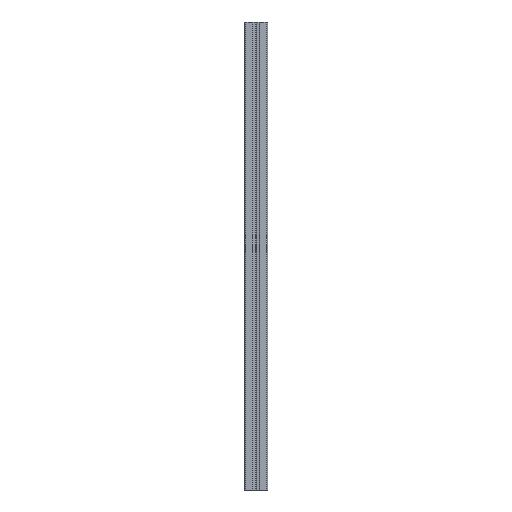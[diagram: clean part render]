
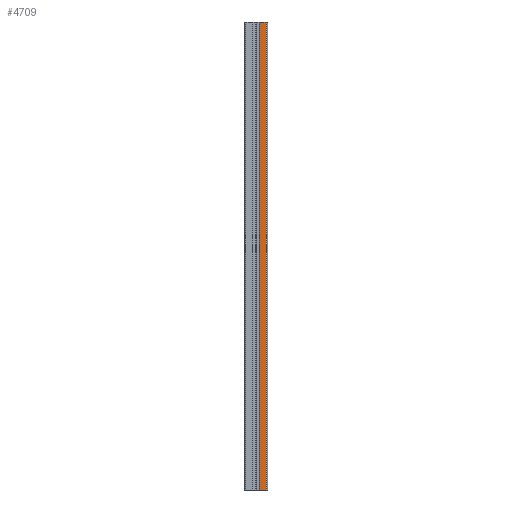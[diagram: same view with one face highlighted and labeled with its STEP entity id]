
A CAD part, front view. The second image highlights one B-rep face of the part: STEP entity #4709.
In plain terms, the highlighted planar face has unit normal (0, -1, 0).
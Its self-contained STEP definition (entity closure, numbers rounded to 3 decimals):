
#435 = EDGE_CURVE ( 'NONE', #5139, #1222, #4161, .T. ) ;
#757 = DIRECTION ( 'NONE',  ( 1., 0., 0. ) ) ;
#790 = ORIENTED_EDGE ( 'NONE', *, *, #435, .F. ) ;
#821 = EDGE_CURVE ( 'NONE', #4656, #5139, #4851, .T. ) ;
#833 = VECTOR ( 'NONE', #4420, 1000. ) ;
#1039 = EDGE_CURVE ( 'NONE', #4656, #5295, #4695, .T. ) ;
#1133 = CARTESIAN_POINT ( 'NONE',  ( 13., -15., 25. ) ) ;
#1222 = VERTEX_POINT ( 'NONE', #1133 ) ;
#1397 = CARTESIAN_POINT ( 'NONE',  ( 4.75, -15., -575. ) ) ;
#1520 = EDGE_CURVE ( 'NONE', #5295, #1222, #2746, .T. ) ;
#1641 = VECTOR ( 'NONE', #3832, 1000. ) ;
#1647 = ORIENTED_EDGE ( 'NONE', *, *, #1039, .T. ) ;
#1662 = CARTESIAN_POINT ( 'NONE',  ( 4.75, -15., -575. ) ) ;
#1771 = VECTOR ( 'NONE', #4652, 1000. ) ;
#2343 = CARTESIAN_POINT ( 'NONE',  ( 13., -15., -575. ) ) ;
#2708 = CARTESIAN_POINT ( 'NONE',  ( 13., -15., -575. ) ) ;
#2746 = LINE ( 'NONE', #2343, #3842 ) ;
#2843 = ORIENTED_EDGE ( 'NONE', *, *, #1520, .T. ) ;
#2850 = ORIENTED_EDGE ( 'NONE', *, *, #821, .F. ) ;
#3066 = EDGE_LOOP ( 'NONE', ( #790, #2850, #1647, #2843 ) ) ;
#3169 = DIRECTION ( 'NONE',  ( 0., 0., 1. ) ) ;
#3261 = DIRECTION ( 'NONE',  ( 0., -1., 0. ) ) ;
#3296 = PLANE ( 'NONE',  #5487 ) ;
#3418 = CARTESIAN_POINT ( 'NONE',  ( 4.75, -15., 25. ) ) ;
#3832 = DIRECTION ( 'NONE',  ( 1., 0., 0. ) ) ;
#3842 = VECTOR ( 'NONE', #3169, 1000. ) ;
#4161 = LINE ( 'NONE', #3418, #1771 ) ;
#4267 = FACE_OUTER_BOUND ( 'NONE', #3066, .T. ) ;
#4420 = DIRECTION ( 'NONE',  ( 0., 0., 1. ) ) ;
#4632 = CARTESIAN_POINT ( 'NONE',  ( 4.75, -15., 25. ) ) ;
#4652 = DIRECTION ( 'NONE',  ( 1., 0., 0. ) ) ;
#4656 = VERTEX_POINT ( 'NONE', #1662 ) ;
#4695 = LINE ( 'NONE', #4741, #1641 ) ;
#4709 = ADVANCED_FACE ( 'NONE', ( #4267 ), #3296, .T. ) ;
#4741 = CARTESIAN_POINT ( 'NONE',  ( 4.75, -15., -575. ) ) ;
#4851 = LINE ( 'NONE', #1397, #833 ) ;
#5139 = VERTEX_POINT ( 'NONE', #4632 ) ;
#5295 = VERTEX_POINT ( 'NONE', #2708 ) ;
#5467 = CARTESIAN_POINT ( 'NONE',  ( 4.75, -15., -575. ) ) ;
#5487 = AXIS2_PLACEMENT_3D ( 'NONE', #5467, #3261, #757 ) ;
